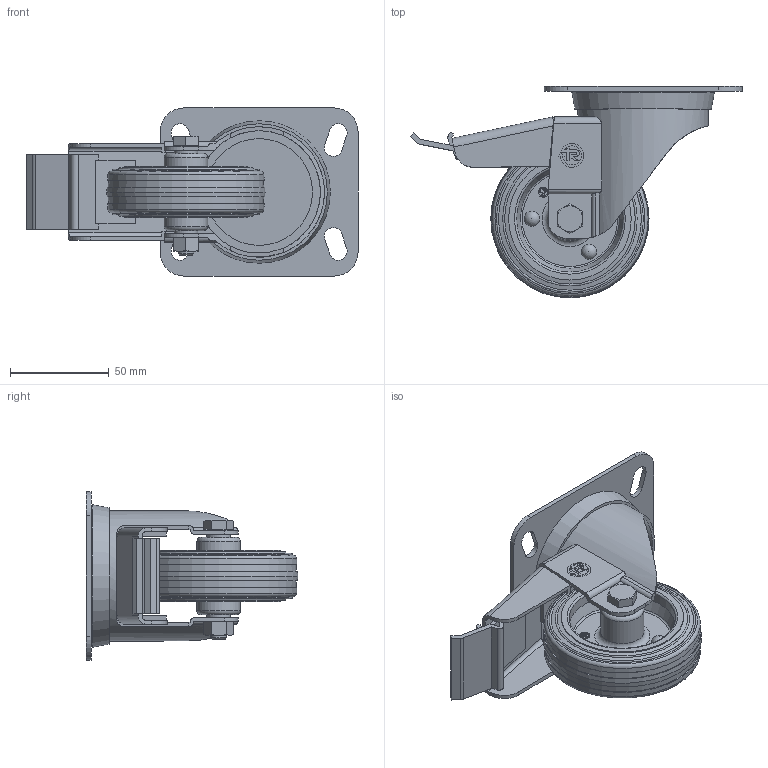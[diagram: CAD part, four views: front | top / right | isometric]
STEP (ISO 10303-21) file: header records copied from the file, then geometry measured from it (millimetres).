
FILE_DESCRIPTION( ( 'STEP AP214' ), ' ' );
FILE_NAME( '235221.stp', '2017-04-27T06:27:18', ( '' ), ( '' ), ' ', 'PARTsolutions', ' ' );
FILE_SCHEMA( ( 'AUTOMOTIVE_DESIGN { 1 0 10303 214 1 1 1 1 }' ) );
Length unit declared in the file: millimetre
Products named in the file (7): 235221; _233121; _Shaft 80-M8-35-12400; _SRP/NL (80-100x85-25107)-b; _Bolt M8-55(GREY); _Nut M8(GREY); _8025100x851071-bf
Assembly tree (6 placements, depth 2):
  235221
    _233121
    _Shaft 80-M8-35-12400
    _SRP/NL (80-100x85-25107)-b
    _Bolt M8-55(GREY)
    _Nut M8(GREY)
    _8025100x851071-bf
Bounding box: 167.85 x 107 x 85 mm (x, y, z)
Volume: 175279.1 mm3; surface area: 80854.6 mm2
Topology: 6 solids, 6 shells, 370 faces, 920 edges, 595 vertices
Faces by surface type: plane 218, cylinder 81, cone 39, torus 26, sphere 6
Full cylindrical faces by diameter (mm): 6.647 x1, 8 x4, 11.47 x1, 12 x2, 12.7 x1, 13.5 x2, 22 x2, 54 x3, 62 x3, 66 x1
Entity records: 13920 total; most frequent: CARTESIAN_POINT 2245, DIRECTION 1784, ORIENTED_EDGE 1660, EDGE_CURVE 830, AXIS2_PLACEMENT_3D 631, VERTEX_POINT 588, LINE 522, VECTOR 522
